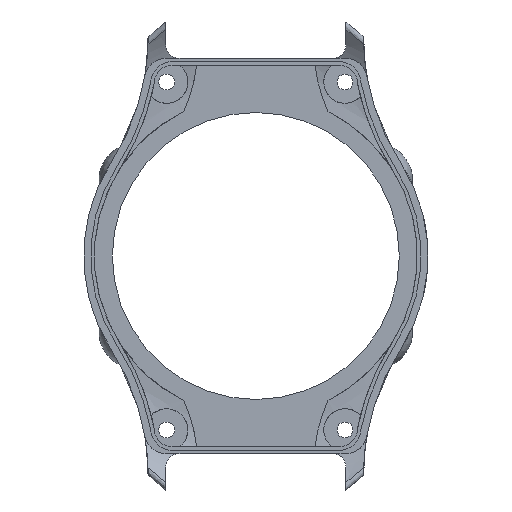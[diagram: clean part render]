
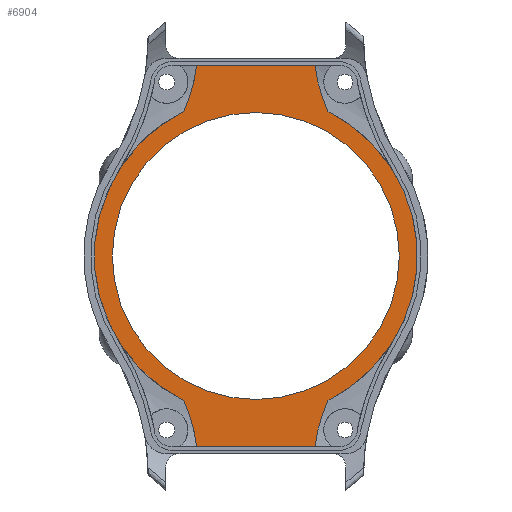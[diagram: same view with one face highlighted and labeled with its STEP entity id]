
A CAD part, front view. The second image highlights one B-rep face of the part: STEP entity #6904.
In plain terms, the highlighted planar face has unit normal (0, -1, 0).
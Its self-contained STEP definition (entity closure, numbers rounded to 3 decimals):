
#112 = DIRECTION ( 'NONE',  ( 0., 1., 0. ) ) ;
#258 = EDGE_CURVE ( 'NONE', #4690, #4912, #4382, .T. ) ;
#262 = CARTESIAN_POINT ( 'NONE',  ( 6.7, 0., -21.6 ) ) ;
#454 = DIRECTION ( 'NONE',  ( 0., -1., 0. ) ) ;
#518 = EDGE_CURVE ( 'NONE', #2556, #4697, #2109, .T. ) ;
#566 = EDGE_CURVE ( 'NONE', #2619, #3930, #1167, .T. ) ;
#656 = CARTESIAN_POINT ( 'NONE',  ( -8.172, 0., -16.374 ) ) ;
#670 = DIRECTION ( 'NONE',  ( 0., -1., 0. ) ) ;
#693 = CARTESIAN_POINT ( 'NONE',  ( 8.172, 0., -16.374 ) ) ;
#781 = FACE_OUTER_BOUND ( 'NONE', #3719, .T. ) ;
#820 = AXIS2_PLACEMENT_3D ( 'NONE', #5643, #5577, #4025 ) ;
#931 = DIRECTION ( 'NONE',  ( 0., 0., 1. ) ) ;
#1015 = EDGE_CURVE ( 'NONE', #2619, #4690, #1393, .T. ) ;
#1129 = EDGE_CURVE ( 'NONE', #5297, #1994, #2690, .T. ) ;
#1167 = CIRCLE ( 'NONE', #5298, 17.643 ) ;
#1189 = AXIS2_PLACEMENT_3D ( 'NONE', #6744, #670, #6961 ) ;
#1200 = ORIENTED_EDGE ( 'NONE', *, *, #1512, .T. ) ;
#1393 = CIRCLE ( 'NONE', #5528, 18.3 ) ;
#1512 = EDGE_CURVE ( 'NONE', #4697, #2556, #4389, .T. ) ;
#1577 = VECTOR ( 'NONE', #3572, 1000. ) ;
#1697 = CARTESIAN_POINT ( 'NONE',  ( 24.216, 0., 23.713 ) ) ;
#1706 = CARTESIAN_POINT ( 'NONE',  ( 0., 0., -16.25 ) ) ;
#1741 = AXIS2_PLACEMENT_3D ( 'NONE', #6484, #454, #931 ) ;
#1764 = ORIENTED_EDGE ( 'NONE', *, *, #6189, .F. ) ;
#1905 = DIRECTION ( 'NONE',  ( 0., 0., 1. ) ) ;
#1951 = DIRECTION ( 'NONE',  ( 0., 0., 1. ) ) ;
#1994 = VERTEX_POINT ( 'NONE', #4088 ) ;
#2051 = CARTESIAN_POINT ( 'NONE',  ( -24.216, 0., -23.713 ) ) ;
#2109 = CIRCLE ( 'NONE', #820, 16.25 ) ;
#2244 = DIRECTION ( 'NONE',  ( 0., 0., 1. ) ) ;
#2286 = CARTESIAN_POINT ( 'NONE',  ( 8.172, 0., 16.374 ) ) ;
#2382 = DIRECTION ( 'NONE',  ( 0., 1., 0. ) ) ;
#2389 = LINE ( 'NONE', #5244, #3264 ) ;
#2510 = PLANE ( 'NONE',  #6088 ) ;
#2556 = VERTEX_POINT ( 'NONE', #1706 ) ;
#2619 = VERTEX_POINT ( 'NONE', #2286 ) ;
#2690 = CIRCLE ( 'NONE', #6802, 18.3 ) ;
#2871 = DIRECTION ( 'NONE',  ( 0., 0., 1. ) ) ;
#2996 = DIRECTION ( 'NONE',  ( 0., 0., 1. ) ) ;
#3072 = VERTEX_POINT ( 'NONE', #5194 ) ;
#3073 = DIRECTION ( 'NONE',  ( 0., 1., 0. ) ) ;
#3074 = ORIENTED_EDGE ( 'NONE', *, *, #3256, .F. ) ;
#3128 = CARTESIAN_POINT ( 'NONE',  ( 6.7, 0., -21.6 ) ) ;
#3256 = EDGE_CURVE ( 'NONE', #6805, #3930, #2389, .T. ) ;
#3264 = VECTOR ( 'NONE', #5753, 1000. ) ;
#3482 = FACE_BOUND ( 'NONE', #4363, .T. ) ;
#3572 = DIRECTION ( 'NONE',  ( -1., 0., 0. ) ) ;
#3590 = ORIENTED_EDGE ( 'NONE', *, *, #1015, .F. ) ;
#3719 = EDGE_LOOP ( 'NONE', ( #3590, #5964, #3074, #1764, #4096, #6057, #4506, #3902 ) ) ;
#3902 = ORIENTED_EDGE ( 'NONE', *, *, #258, .F. ) ;
#3930 = VERTEX_POINT ( 'NONE', #6654 ) ;
#4025 = DIRECTION ( 'NONE',  ( 0., 0., 1. ) ) ;
#4034 = AXIS2_PLACEMENT_3D ( 'NONE', #5049, #7278, #5600 ) ;
#4088 = CARTESIAN_POINT ( 'NONE',  ( -8.172, 0., 16.374 ) ) ;
#4096 = ORIENTED_EDGE ( 'NONE', *, *, #1129, .F. ) ;
#4116 = ORIENTED_EDGE ( 'NONE', *, *, #518, .T. ) ;
#4167 = DIRECTION ( 'NONE',  ( 0., 1., 0. ) ) ;
#4181 = CIRCLE ( 'NONE', #7234, 17.643 ) ;
#4363 = EDGE_LOOP ( 'NONE', ( #1200, #4116 ) ) ;
#4382 = CIRCLE ( 'NONE', #1189, 17.643 ) ;
#4389 = CIRCLE ( 'NONE', #4034, 16.25 ) ;
#4506 = ORIENTED_EDGE ( 'NONE', *, *, #4806, .F. ) ;
#4690 = VERTEX_POINT ( 'NONE', #693 ) ;
#4697 = VERTEX_POINT ( 'NONE', #5778 ) ;
#4806 = EDGE_CURVE ( 'NONE', #4912, #3072, #5273, .T. ) ;
#4849 = EDGE_CURVE ( 'NONE', #5297, #3072, #4181, .T. ) ;
#4871 = CARTESIAN_POINT ( 'NONE',  ( 0., 0., 0. ) ) ;
#4912 = VERTEX_POINT ( 'NONE', #262 ) ;
#5049 = CARTESIAN_POINT ( 'NONE',  ( 0., 0., 0. ) ) ;
#5194 = CARTESIAN_POINT ( 'NONE',  ( -6.7, 0., -21.6 ) ) ;
#5244 = CARTESIAN_POINT ( 'NONE',  ( -6.7, 0., 21.6 ) ) ;
#5273 = LINE ( 'NONE', #3128, #1577 ) ;
#5297 = VERTEX_POINT ( 'NONE', #656 ) ;
#5298 = AXIS2_PLACEMENT_3D ( 'NONE', #1697, #112, #2871 ) ;
#5517 = CIRCLE ( 'NONE', #1741, 17.643 ) ;
#5528 = AXIS2_PLACEMENT_3D ( 'NONE', #7029, #6994, #1951 ) ;
#5577 = DIRECTION ( 'NONE',  ( 0., 1., 0. ) ) ;
#5600 = DIRECTION ( 'NONE',  ( 0., 0., 1. ) ) ;
#5643 = CARTESIAN_POINT ( 'NONE',  ( 0., 0., 0. ) ) ;
#5753 = DIRECTION ( 'NONE',  ( 1., 0., 0. ) ) ;
#5778 = CARTESIAN_POINT ( 'NONE',  ( 0., 0., 16.25 ) ) ;
#5862 = CARTESIAN_POINT ( 'NONE',  ( 16.25, 0., 0. ) ) ;
#5964 = ORIENTED_EDGE ( 'NONE', *, *, #566, .T. ) ;
#6057 = ORIENTED_EDGE ( 'NONE', *, *, #4849, .T. ) ;
#6088 = AXIS2_PLACEMENT_3D ( 'NONE', #5862, #3073, #2996 ) ;
#6189 = EDGE_CURVE ( 'NONE', #1994, #6805, #5517, .T. ) ;
#6484 = CARTESIAN_POINT ( 'NONE',  ( -24.216, 0., 23.713 ) ) ;
#6654 = CARTESIAN_POINT ( 'NONE',  ( 6.7, 0., 21.6 ) ) ;
#6744 = CARTESIAN_POINT ( 'NONE',  ( 24.216, 0., -23.713 ) ) ;
#6802 = AXIS2_PLACEMENT_3D ( 'NONE', #4871, #2382, #2244 ) ;
#6805 = VERTEX_POINT ( 'NONE', #6820 ) ;
#6820 = CARTESIAN_POINT ( 'NONE',  ( -6.7, 0., 21.6 ) ) ;
#6904 = ADVANCED_FACE ( 'NONE', ( #781, #3482 ), #2510, .F. ) ;
#6961 = DIRECTION ( 'NONE',  ( 0., 0., 1. ) ) ;
#6994 = DIRECTION ( 'NONE',  ( 0., 1., 0. ) ) ;
#7029 = CARTESIAN_POINT ( 'NONE',  ( 0., 0., 0. ) ) ;
#7234 = AXIS2_PLACEMENT_3D ( 'NONE', #2051, #4167, #1905 ) ;
#7278 = DIRECTION ( 'NONE',  ( 0., 1., 0. ) ) ;
